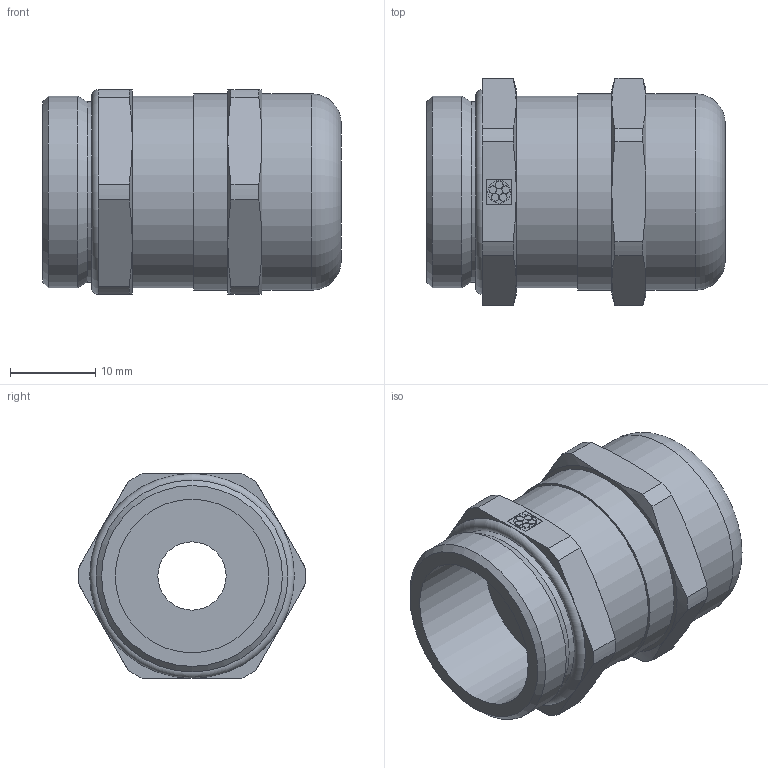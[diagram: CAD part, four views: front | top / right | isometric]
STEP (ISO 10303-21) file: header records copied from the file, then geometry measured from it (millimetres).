
FILE_DESCRIPTION( ( 'STEP AP214' ), '1' );
FILE_NAME( 'SKINTOP MS PG 16 Art. Nr. 52015740(F=8).stp', '2020-06-03T09:21:31', ( 'License CC BY-ND 4.0' ), ( 'CADENAS' ), ' ', 'PARTsolutions', ' ' );
FILE_SCHEMA( ( 'AUTOMOTIVE_DESIGN { 1 0 10303 214 1 1 1 1 }' ) );
Length unit declared in the file: millimetre
Products named in the file (1): _SKINTOP MS PG 16      Art. Nr. 52015740(F=8)
Bounding box: 35 x 26.69 x 24 mm (x, y, z)
Volume: 10742.9 mm3; surface area: 4784.6 mm2
Topology: 1 solids, 1 shells, 92 faces, 219 edges, 136 vertices
Faces by surface type: plane 41, cylinder 29, cone 20, torus 2
Full cylindrical faces by diameter (mm): 8 x1, 18 x1, 21.2 x1, 22.5 x2, 23.04 x2
Entity records: 3396 total; most frequent: CARTESIAN_POINT 557, DIRECTION 442, ORIENTED_EDGE 416, EDGE_CURVE 208, AXIS2_PLACEMENT_3D 177, VERTEX_POINT 136, EDGE_LOOP 112, FACE_OUTER_BOUND 101
